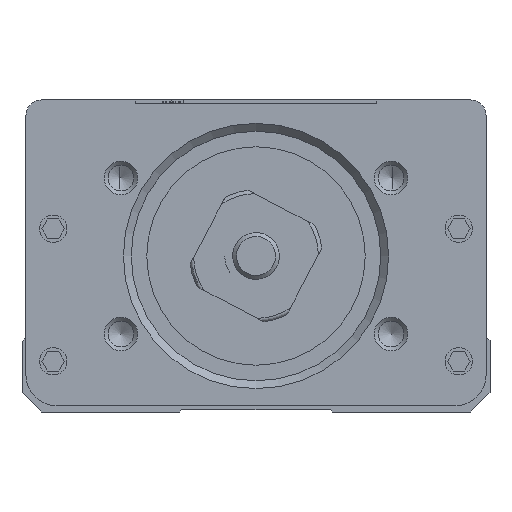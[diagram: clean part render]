
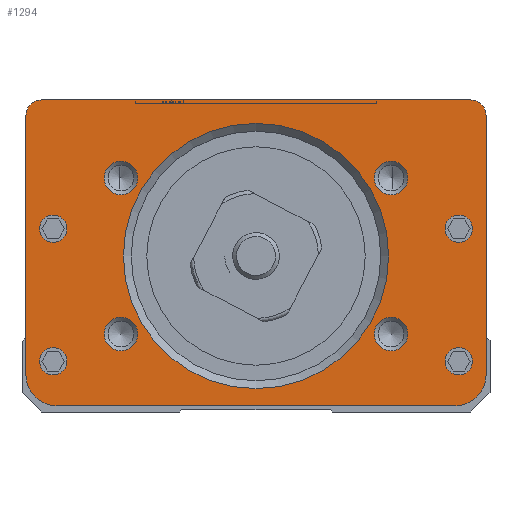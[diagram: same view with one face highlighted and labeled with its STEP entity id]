
A CAD part, front view. The second image highlights one B-rep face of the part: STEP entity #1294.
In plain terms, the highlighted face is planar.
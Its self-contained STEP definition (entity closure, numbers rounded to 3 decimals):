
#765=FACE_BOUND('',#3639,.T.);
#766=FACE_BOUND('',#3640,.T.);
#767=FACE_BOUND('',#3641,.T.);
#768=FACE_BOUND('',#3642,.T.);
#769=FACE_BOUND('',#3643,.T.);
#770=FACE_BOUND('',#3644,.T.);
#771=FACE_BOUND('',#3645,.T.);
#772=FACE_BOUND('',#3646,.T.);
#773=FACE_BOUND('',#3647,.T.);
#774=FACE_BOUND('',#3648,.T.);
#1294=ADVANCED_FACE('',(#765,#766,#767,#768,#769,#770,#771,#772,#773,#774),
#2225,.F.);
#2225=PLANE('',#16885);
#3639=EDGE_LOOP('',(#8321));
#3640=EDGE_LOOP('',(#8322));
#3641=EDGE_LOOP('',(#8323));
#3642=EDGE_LOOP('',(#8324));
#3643=EDGE_LOOP('',(#8325));
#3644=EDGE_LOOP('',(#8326));
#3645=EDGE_LOOP('',(#8327));
#3646=EDGE_LOOP('',(#8328));
#3647=EDGE_LOOP('',(#8329));
#3648=EDGE_LOOP('',(#8330,#8331,#8332,#8333,#8334,#8335,#8336,#8337));
#4936=LINE('',#23769,#6426);
#4982=LINE('',#23897,#6472);
#4984=LINE('',#23901,#6474);
#5004=LINE('',#23951,#6494);
#6426=VECTOR('',#18749,1.);
#6472=VECTOR('',#18843,1.);
#6474=VECTOR('',#18847,1.);
#6494=VECTOR('',#18893,1.);
#8321=ORIENTED_EDGE('',*,*,#14187,.T.);
#8322=ORIENTED_EDGE('',*,*,#14188,.T.);
#8323=ORIENTED_EDGE('',*,*,#14189,.T.);
#8324=ORIENTED_EDGE('',*,*,#14190,.T.);
#8325=ORIENTED_EDGE('',*,*,#14191,.T.);
#8326=ORIENTED_EDGE('',*,*,#14192,.T.);
#8327=ORIENTED_EDGE('',*,*,#14193,.T.);
#8328=ORIENTED_EDGE('',*,*,#14194,.T.);
#8329=ORIENTED_EDGE('',*,*,#14195,.T.);
#8330=ORIENTED_EDGE('',*,*,#14170,.F.);
#8331=ORIENTED_EDGE('',*,*,#14124,.F.);
#8332=ORIENTED_EDGE('',*,*,#14145,.F.);
#8333=ORIENTED_EDGE('',*,*,#14185,.F.);
#8334=ORIENTED_EDGE('',*,*,#14080,.F.);
#8335=ORIENTED_EDGE('',*,*,#14184,.F.);
#8336=ORIENTED_EDGE('',*,*,#14143,.F.);
#8337=ORIENTED_EDGE('',*,*,#14132,.F.);
#12486=VERTEX_POINT('',#23768);
#12487=VERTEX_POINT('',#23770);
#12527=VERTEX_POINT('',#23856);
#12528=VERTEX_POINT('',#23858);
#12535=VERTEX_POINT('',#23874);
#12536=VERTEX_POINT('',#23876);
#12541=VERTEX_POINT('',#23889);
#12545=VERTEX_POINT('',#23900);
#12570=VERTEX_POINT('',#23981);
#12571=VERTEX_POINT('',#23983);
#12572=VERTEX_POINT('',#23985);
#12573=VERTEX_POINT('',#23987);
#12574=VERTEX_POINT('',#23989);
#12575=VERTEX_POINT('',#23991);
#12576=VERTEX_POINT('',#23993);
#12577=VERTEX_POINT('',#23995);
#12578=VERTEX_POINT('',#23997);
#14080=EDGE_CURVE('',#12486,#12487,#4936,.T.);
#14124=EDGE_CURVE('',#12527,#12528,#16117,.T.);
#14132=EDGE_CURVE('',#12535,#12536,#16119,.T.);
#14143=EDGE_CURVE('',#12536,#12541,#4982,.T.);
#14145=EDGE_CURVE('',#12545,#12527,#4984,.T.);
#14170=EDGE_CURVE('',#12528,#12535,#5004,.T.);
#14184=EDGE_CURVE('',#12541,#12486,#16130,.T.);
#14185=EDGE_CURVE('',#12487,#12545,#16131,.T.);
#14187=EDGE_CURVE('',#12570,#12570,#16133,.T.);
#14188=EDGE_CURVE('',#12571,#12571,#16134,.T.);
#14189=EDGE_CURVE('',#12572,#12572,#16135,.T.);
#14190=EDGE_CURVE('',#12573,#12573,#16136,.T.);
#14191=EDGE_CURVE('',#12574,#12574,#16137,.T.);
#14192=EDGE_CURVE('',#12575,#12575,#16138,.T.);
#14193=EDGE_CURVE('',#12576,#12576,#16139,.T.);
#14194=EDGE_CURVE('',#12577,#12577,#16140,.T.);
#14195=EDGE_CURVE('',#12578,#12578,#16141,.T.);
#16117=CIRCLE('',#16842,4.);
#16119=CIRCLE('',#16846,4.);
#16130=CIRCLE('',#16870,2.);
#16131=CIRCLE('',#16872,2.);
#16133=CIRCLE('',#16876,2.15);
#16134=CIRCLE('',#16877,2.15);
#16135=CIRCLE('',#16878,2.15);
#16136=CIRCLE('',#16879,2.15);
#16137=CIRCLE('',#16880,17.);
#16138=CIRCLE('',#16881,1.75);
#16139=CIRCLE('',#16882,1.75);
#16140=CIRCLE('',#16883,1.75);
#16141=CIRCLE('',#16884,1.75);
#16842=AXIS2_PLACEMENT_3D('',#23857,#18813,#18814);
#16846=AXIS2_PLACEMENT_3D('',#23875,#18827,#18828);
#16870=AXIS2_PLACEMENT_3D('',#23974,#18916,#18917);
#16872=AXIS2_PLACEMENT_3D('',#23976,#18920,#18921);
#16876=AXIS2_PLACEMENT_3D('',#23980,#18928,#18929);
#16877=AXIS2_PLACEMENT_3D('',#23982,#18930,#18931);
#16878=AXIS2_PLACEMENT_3D('',#23984,#18932,#18933);
#16879=AXIS2_PLACEMENT_3D('',#23986,#18934,#18935);
#16880=AXIS2_PLACEMENT_3D('',#23988,#18936,#18937);
#16881=AXIS2_PLACEMENT_3D('',#23990,#18938,#18939);
#16882=AXIS2_PLACEMENT_3D('',#23992,#18940,#18941);
#16883=AXIS2_PLACEMENT_3D('',#23994,#18942,#18943);
#16884=AXIS2_PLACEMENT_3D('',#23996,#18944,#18945);
#16885=AXIS2_PLACEMENT_3D('',#23998,#18946,#18947);
#18749=DIRECTION('',(1.,0.,0.));
#18813=DIRECTION('',(0.,1.,0.));
#18814=DIRECTION('',(1.,0.,0.));
#18827=DIRECTION('',(0.,1.,0.));
#18828=DIRECTION('',(1.,0.,0.));
#18843=DIRECTION('',(0.,0.,1.));
#18847=DIRECTION('',(0.,0.,-1.));
#18893=DIRECTION('',(-1.,0.,0.));
#18916=DIRECTION('',(0.,1.,0.));
#18917=DIRECTION('',(0.,0.,1.));
#18920=DIRECTION('',(0.,1.,0.));
#18921=DIRECTION('',(0.,0.,1.));
#18928=DIRECTION('',(0.,1.,0.));
#18929=DIRECTION('',(0.,0.,1.));
#18930=DIRECTION('',(0.,1.,0.));
#18931=DIRECTION('',(0.,0.,1.));
#18932=DIRECTION('',(0.,1.,0.));
#18933=DIRECTION('',(0.,0.,1.));
#18934=DIRECTION('',(0.,1.,0.));
#18935=DIRECTION('',(0.,0.,1.));
#18936=DIRECTION('',(0.,1.,0.));
#18937=DIRECTION('',(0.,0.,1.));
#18938=DIRECTION('',(0.,1.,0.));
#18939=DIRECTION('',(0.,0.,1.));
#18940=DIRECTION('',(0.,1.,0.));
#18941=DIRECTION('',(0.,0.,1.));
#18942=DIRECTION('',(0.,1.,0.));
#18943=DIRECTION('',(0.,0.,1.));
#18944=DIRECTION('',(0.,1.,0.));
#18945=DIRECTION('',(0.,0.,1.));
#18946=DIRECTION('',(0.,1.,0.));
#18947=DIRECTION('',(0.,0.,-1.));
#23768=CARTESIAN_POINT('',(-27.5,-130.762,38.));
#23769=CARTESIAN_POINT('',(-25.5,-130.762,38.));
#23770=CARTESIAN_POINT('',(27.5,-130.762,38.));
#23856=CARTESIAN_POINT('',(29.5,-130.762,2.8));
#23857=CARTESIAN_POINT('',(25.5,-130.762,2.8));
#23858=CARTESIAN_POINT('',(25.5,-130.762,-1.2));
#23874=CARTESIAN_POINT('',(-25.5,-130.762,-1.2));
#23875=CARTESIAN_POINT('',(-25.5,-130.762,2.8));
#23876=CARTESIAN_POINT('',(-29.5,-130.762,2.8));
#23889=CARTESIAN_POINT('',(-29.5,-130.762,36.));
#23897=CARTESIAN_POINT('',(-29.5,-130.762,2.8));
#23900=CARTESIAN_POINT('',(29.5,-130.762,36.));
#23901=CARTESIAN_POINT('',(29.5,-130.762,39.));
#23951=CARTESIAN_POINT('',(25.5,-130.762,-1.2));
#23974=CARTESIAN_POINT('',(-27.5,-130.762,36.));
#23976=CARTESIAN_POINT('',(27.5,-130.762,36.));
#23980=CARTESIAN_POINT('',(-17.321,-130.762,28.));
#23981=CARTESIAN_POINT('',(-17.321,-130.762,30.15));
#23982=CARTESIAN_POINT('',(17.321,-130.762,8.));
#23983=CARTESIAN_POINT('',(17.321,-130.762,10.15));
#23984=CARTESIAN_POINT('',(17.321,-130.762,28.));
#23985=CARTESIAN_POINT('',(17.321,-130.762,30.15));
#23986=CARTESIAN_POINT('',(-17.321,-130.762,8.));
#23987=CARTESIAN_POINT('',(-17.321,-130.762,10.15));
#23988=CARTESIAN_POINT('',(0.,-130.762,18.));
#23989=CARTESIAN_POINT('',(0.,-130.762,35.));
#23990=CARTESIAN_POINT('',(-26.,-130.762,21.5));
#23991=CARTESIAN_POINT('',(-26.,-130.762,23.25));
#23992=CARTESIAN_POINT('',(-26.,-130.762,4.5));
#23993=CARTESIAN_POINT('',(-26.,-130.762,6.25));
#23994=CARTESIAN_POINT('',(26.,-130.762,4.5));
#23995=CARTESIAN_POINT('',(26.,-130.762,6.25));
#23996=CARTESIAN_POINT('',(26.,-130.762,21.5));
#23997=CARTESIAN_POINT('',(26.,-130.762,23.25));
#23998=CARTESIAN_POINT('',(-25.5,-130.762,2.8));
